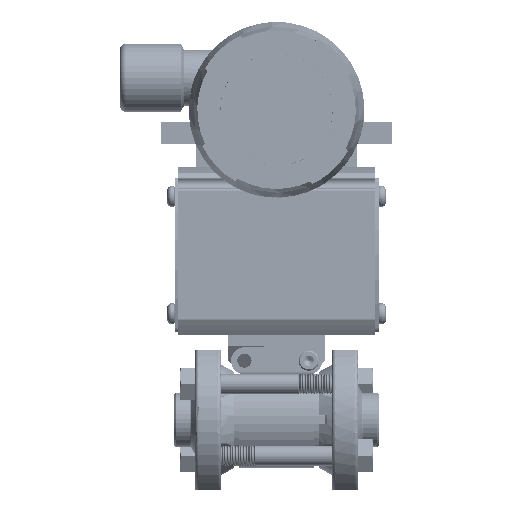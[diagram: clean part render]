
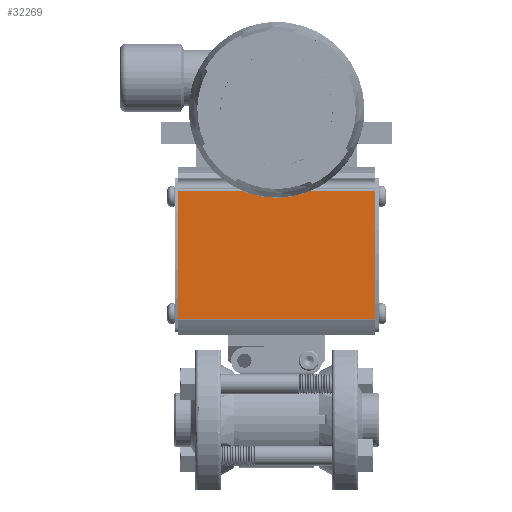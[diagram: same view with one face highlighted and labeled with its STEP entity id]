
A CAD part, top view. The second image highlights one B-rep face of the part: STEP entity #32269.
In plain terms, the highlighted planar face has unit normal (0, 0, 1).
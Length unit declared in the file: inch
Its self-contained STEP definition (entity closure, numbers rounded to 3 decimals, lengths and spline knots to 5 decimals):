
#15279 = DIRECTION ( 'NONE',  ( 0., -1., 0. ) ) ;
#23927 = ORIENTED_EDGE ( 'NONE', *, *, #174137, .T. ) ;
#27990 = VECTOR ( 'NONE', #219011, 39.37008 ) ;
#32269 = ADVANCED_FACE ( 'NONE', ( #84288 ), #224296, .F. ) ;
#49192 = CARTESIAN_POINT ( 'NONE',  ( 1.5275, 1.56787, 1.17 ) ) ;
#56616 = LINE ( 'NONE', #153130, #149568 ) ;
#58145 = CARTESIAN_POINT ( 'NONE',  ( 1.5275, 3.5694, 1.17 ) ) ;
#62431 = CARTESIAN_POINT ( 'NONE',  ( -5.04033, 1.56787, 1.17 ) ) ;
#64259 = AXIS2_PLACEMENT_3D ( 'NONE', #84668, #154127, #15279 ) ;
#68971 = CARTESIAN_POINT ( 'NONE',  ( -1.5275, 3.5694, 1.17 ) ) ;
#69320 = VERTEX_POINT ( 'NONE', #110132 ) ;
#80184 = LINE ( 'NONE', #68971, #115623 ) ;
#83668 = DIRECTION ( 'NONE',  ( -1., 0., 0. ) ) ;
#84288 = FACE_OUTER_BOUND ( 'NONE', #181252, .T. ) ;
#84668 = CARTESIAN_POINT ( 'NONE',  ( -5.04033, 3.5694, 1.17 ) ) ;
#99149 = VECTOR ( 'NONE', #128392, 39.37008 ) ;
#103820 = ORIENTED_EDGE ( 'NONE', *, *, #198930, .F. ) ;
#103947 = EDGE_CURVE ( 'NONE', #107550, #126042, #104594, .T. ) ;
#104594 = LINE ( 'NONE', #58145, #99149 ) ;
#104844 = DIRECTION ( 'NONE',  ( 0., 1., 0. ) ) ;
#107550 = VERTEX_POINT ( 'NONE', #158678 ) ;
#110132 = CARTESIAN_POINT ( 'NONE',  ( -1.5275, 1.56787, 1.17 ) ) ;
#110721 = EDGE_CURVE ( 'NONE', #107550, #134548, #56616, .T. ) ;
#115623 = VECTOR ( 'NONE', #104844, 39.37008 ) ;
#126042 = VERTEX_POINT ( 'NONE', #49192 ) ;
#128392 = DIRECTION ( 'NONE',  ( 0., -1., 0. ) ) ;
#134213 = CARTESIAN_POINT ( 'NONE',  ( -1.5275, 3.56213, 1.17 ) ) ;
#134548 = VERTEX_POINT ( 'NONE', #134213 ) ;
#149568 = VECTOR ( 'NONE', #83668, 39.37008 ) ;
#153130 = CARTESIAN_POINT ( 'NONE',  ( -5.04033, 3.56213, 1.17 ) ) ;
#154127 = DIRECTION ( 'NONE',  ( 0., 0., -1. ) ) ;
#158678 = CARTESIAN_POINT ( 'NONE',  ( 1.5275, 3.56213, 1.17 ) ) ;
#167229 = LINE ( 'NONE', #62431, #27990 ) ;
#174137 = EDGE_CURVE ( 'NONE', #69320, #126042, #167229, .T. ) ;
#181252 = EDGE_LOOP ( 'NONE', ( #205484, #226227, #103820, #23927 ) ) ;
#198930 = EDGE_CURVE ( 'NONE', #69320, #134548, #80184, .T. ) ;
#205484 = ORIENTED_EDGE ( 'NONE', *, *, #103947, .F. ) ;
#219011 = DIRECTION ( 'NONE',  ( 1., 0., 0. ) ) ;
#224296 = PLANE ( 'NONE',  #64259 ) ;
#226227 = ORIENTED_EDGE ( 'NONE', *, *, #110721, .T. ) ;
